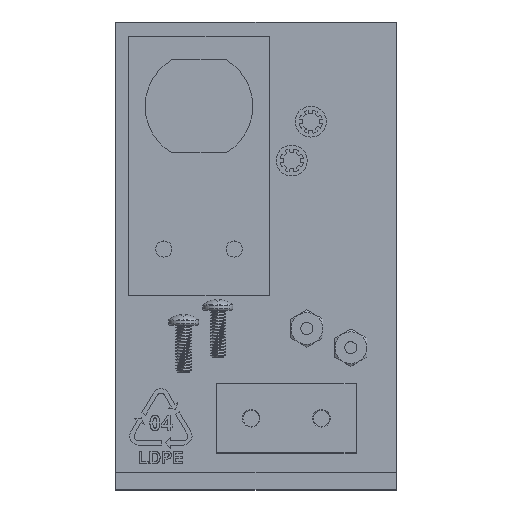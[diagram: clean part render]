
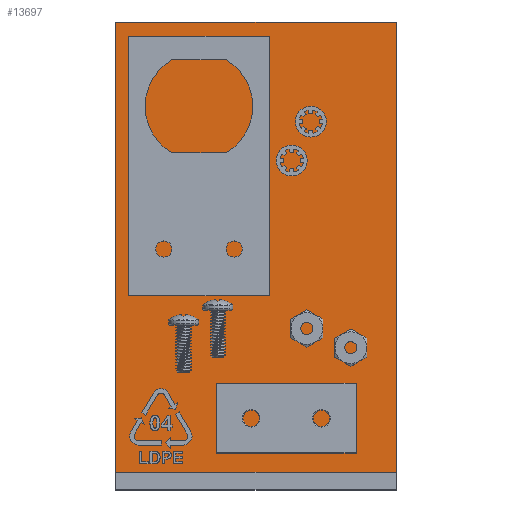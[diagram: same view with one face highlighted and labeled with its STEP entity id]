
A CAD part, top view. The second image highlights one B-rep face of the part: STEP entity #13697.
In plain terms, the highlighted planar face has unit normal (0, 0, 1).
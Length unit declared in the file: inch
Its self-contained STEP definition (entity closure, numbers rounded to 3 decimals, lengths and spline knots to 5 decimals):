
#121 = DIRECTION ( 'NONE',  ( 0., 1., 0. ) ) ;
#557 = VECTOR ( 'NONE', #11365, 39.37008 ) ;
#888 = LINE ( 'NONE', #6041, #13951 ) ;
#1588 = PLANE ( 'NONE',  #8838 ) ;
#1722 = CARTESIAN_POINT ( 'NONE',  ( -1.47221, 1.91542, 0.01 ) ) ;
#2711 = EDGE_CURVE ( 'NONE', #7852, #15397, #888, .T. ) ;
#3138 = ORIENTED_EDGE ( 'NONE', *, *, #16731, .T. ) ;
#3923 = CARTESIAN_POINT ( 'NONE',  ( -1.47221, 1.91542, 0.01 ) ) ;
#4252 = DIRECTION ( 'NONE',  ( 0., 0., 1. ) ) ;
#4497 = CARTESIAN_POINT ( 'NONE',  ( 3.33879, 1.91542, 0.01 ) ) ;
#4511 = LINE ( 'NONE', #10884, #6633 ) ;
#5377 = LINE ( 'NONE', #3923, #8143 ) ;
#5664 = ORIENTED_EDGE ( 'NONE', *, *, #2711, .T. ) ;
#6041 = CARTESIAN_POINT ( 'NONE',  ( 3.33879, 1.91542, 0.01 ) ) ;
#6176 = LINE ( 'NONE', #13065, #557 ) ;
#6633 = VECTOR ( 'NONE', #13386, 39.37008 ) ;
#6836 = DIRECTION ( 'NONE',  ( 1., 0., 0. ) ) ;
#7211 = EDGE_CURVE ( 'NONE', #7285, #12746, #6176, .T. ) ;
#7285 = VERTEX_POINT ( 'NONE', #10481 ) ;
#7852 = VERTEX_POINT ( 'NONE', #4497 ) ;
#7909 = CARTESIAN_POINT ( 'NONE',  ( 3.33879, -1.08458, 0.01 ) ) ;
#8143 = VECTOR ( 'NONE', #121, 39.37008 ) ;
#8838 = AXIS2_PLACEMENT_3D ( 'NONE', #15983, #4252, #6836 ) ;
#10481 = CARTESIAN_POINT ( 'NONE',  ( -1.47221, -1.08458, 0.01 ) ) ;
#10505 = EDGE_CURVE ( 'NONE', #7285, #15397, #5377, .T. ) ;
#10884 = CARTESIAN_POINT ( 'NONE',  ( 3.33879, -1.08458, 0.01 ) ) ;
#11365 = DIRECTION ( 'NONE',  ( 1., 0., 0. ) ) ;
#11562 = DIRECTION ( 'NONE',  ( -1., 0., 0. ) ) ;
#12296 = EDGE_LOOP ( 'NONE', ( #12634, #15687, #3138, #5664 ) ) ;
#12634 = ORIENTED_EDGE ( 'NONE', *, *, #10505, .F. ) ;
#12746 = VERTEX_POINT ( 'NONE', #7909 ) ;
#13065 = CARTESIAN_POINT ( 'NONE',  ( -1.66121, -1.08458, 0.01 ) ) ;
#13131 = FACE_OUTER_BOUND ( 'NONE', #12296, .T. ) ;
#13386 = DIRECTION ( 'NONE',  ( 0., 1., 0. ) ) ;
#13697 = ADVANCED_FACE ( 'NONE', ( #13131 ), #1588, .T. ) ;
#13951 = VECTOR ( 'NONE', #11562, 39.37008 ) ;
#15397 = VERTEX_POINT ( 'NONE', #1722 ) ;
#15687 = ORIENTED_EDGE ( 'NONE', *, *, #7211, .T. ) ;
#15983 = CARTESIAN_POINT ( 'NONE',  ( -1.66121, -1.08458, 0.01 ) ) ;
#16731 = EDGE_CURVE ( 'NONE', #12746, #7852, #4511, .T. ) ;
